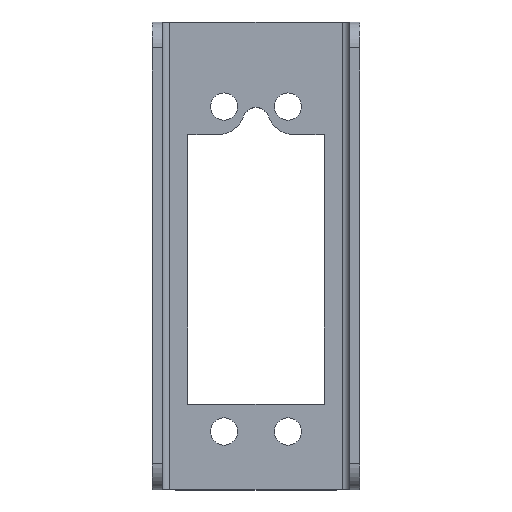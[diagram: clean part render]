
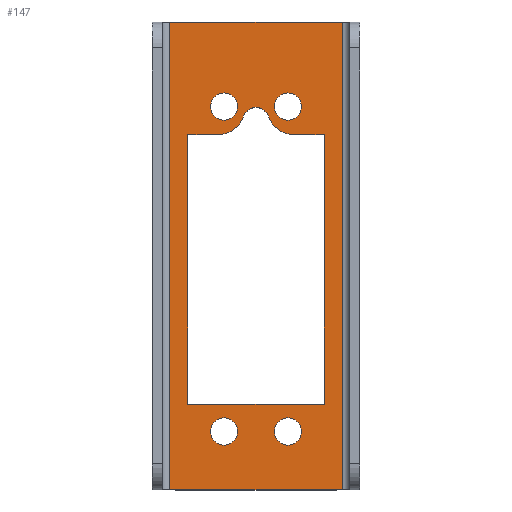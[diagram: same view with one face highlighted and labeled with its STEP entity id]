
A CAD part, top view. The second image highlights one B-rep face of the part: STEP entity #147.
In plain terms, the highlighted planar face has unit normal (0, 0, 1).
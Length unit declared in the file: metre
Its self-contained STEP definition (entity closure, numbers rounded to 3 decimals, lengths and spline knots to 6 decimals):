
#147 = ADVANCED_FACE( '', ( #345, #346, #347, #348, #349, #350 ), #351, .T. );
#345 = FACE_BOUND( '', #567, .T. );
#346 = FACE_BOUND( '', #568, .T. );
#347 = FACE_BOUND( '', #569, .T. );
#348 = FACE_BOUND( '', #570, .T. );
#349 = FACE_OUTER_BOUND( '', #571, .T. );
#350 = FACE_BOUND( '', #572, .T. );
#351 = PLANE( '', #573 );
#567 = EDGE_LOOP( '', ( #956 ) );
#568 = EDGE_LOOP( '', ( #957 ) );
#569 = EDGE_LOOP( '', ( #958 ) );
#570 = EDGE_LOOP( '', ( #959 ) );
#571 = EDGE_LOOP( '', ( #960, #961, #962, #963 ) );
#572 = EDGE_LOOP( '', ( #964, #965, #966, #967, #968, #969, #970, #971, #972 ) );
#573 = AXIS2_PLACEMENT_3D( '', #973, #974, #975 );
#956 = ORIENTED_EDGE( '', *, *, #1121, .F. );
#957 = ORIENTED_EDGE( '', *, *, #1076, .F. );
#958 = ORIENTED_EDGE( '', *, *, #1208, .F. );
#959 = ORIENTED_EDGE( '', *, *, #1209, .F. );
#960 = ORIENTED_EDGE( '', *, *, #1171, .T. );
#961 = ORIENTED_EDGE( '', *, *, #1088, .T. );
#962 = ORIENTED_EDGE( '', *, *, #1163, .F. );
#963 = ORIENTED_EDGE( '', *, *, #1063, .T. );
#964 = ORIENTED_EDGE( '', *, *, #1108, .T. );
#965 = ORIENTED_EDGE( '', *, *, #1201, .T. );
#966 = ORIENTED_EDGE( '', *, *, #1116, .T. );
#967 = ORIENTED_EDGE( '', *, *, #1210, .T. );
#968 = ORIENTED_EDGE( '', *, *, #1211, .T. );
#969 = ORIENTED_EDGE( '', *, *, #1128, .T. );
#970 = ORIENTED_EDGE( '', *, *, #1084, .T. );
#971 = ORIENTED_EDGE( '', *, *, #1125, .F. );
#972 = ORIENTED_EDGE( '', *, *, #1132, .F. );
#973 = CARTESIAN_POINT( '', ( 0.007917, -0.016267, 0.0016 ) );
#974 = DIRECTION( '', ( 0., 0., 1. ) );
#975 = DIRECTION( '', ( 1., 0., 0. ) );
#1063 = EDGE_CURVE( '', #1229, #1233, #1235, .T. );
#1076 = EDGE_CURVE( '', #1256, #1256, #1257, .T. );
#1084 = EDGE_CURVE( '', #1271, #1269, #1272, .T. );
#1088 = EDGE_CURVE( '', #1278, #1275, #1279, .F. );
#1108 = EDGE_CURVE( '', #1315, #1313, #1316, .T. );
#1116 = EDGE_CURVE( '', #1328, #1329, #1330, .F. );
#1121 = EDGE_CURVE( '', #1337, #1337, #1338, .T. );
#1125 = EDGE_CURVE( '', #1343, #1269, #1345, .T. );
#1128 = EDGE_CURVE( '', #1348, #1271, #1349, .T. );
#1132 = EDGE_CURVE( '', #1315, #1343, #1354, .T. );
#1163 = EDGE_CURVE( '', #1229, #1275, #1403, .T. );
#1171 = EDGE_CURVE( '', #1233, #1278, #1414, .T. );
#1201 = EDGE_CURVE( '', #1313, #1328, #1454, .T. );
#1208 = EDGE_CURVE( '', #1464, #1464, #1465, .T. );
#1209 = EDGE_CURVE( '', #1466, #1466, #1467, .T. );
#1210 = EDGE_CURVE( '', #1329, #1468, #1469, .F. );
#1211 = EDGE_CURVE( '', #1468, #1348, #1470, .T. );
#1229 = VERTEX_POINT( '', #1491 );
#1233 = VERTEX_POINT( '', #1496 );
#1235 = LINE( '', #1498, #1499 );
#1256 = VERTEX_POINT( '', #1522 );
#1257 = CIRCLE( '', #1523, 0.0021 );
#1269 = VERTEX_POINT( '', #1536 );
#1271 = VERTEX_POINT( '', #1539 );
#1272 = LINE( '', #1540, #1541 );
#1275 = VERTEX_POINT( '', #1545 );
#1278 = VERTEX_POINT( '', #1548 );
#1279 = LINE( '', #1549, #1550 );
#1313 = VERTEX_POINT( '', #1589 );
#1315 = VERTEX_POINT( '', #1592 );
#1316 = LINE( '', #1593, #1594 );
#1328 = VERTEX_POINT( '', #1609 );
#1329 = VERTEX_POINT( '', #1610 );
#1330 = CIRCLE( '', #1611, 0.00225 );
#1337 = VERTEX_POINT( '', #1620 );
#1338 = CIRCLE( '', #1621, 0.0021 );
#1343 = VERTEX_POINT( '', #1626 );
#1345 = LINE( '', #1629, #1630 );
#1348 = VERTEX_POINT( '', #1634 );
#1349 = LINE( '', #1635, #1636 );
#1354 = LINE( '', #1643, #1644 );
#1403 = LINE( '', #1703, #1704 );
#1414 = LINE( '', #1721, #1722 );
#1454 = CIRCLE( '', #1766, 0.004 );
#1464 = VERTEX_POINT( '', #1776 );
#1465 = CIRCLE( '', #1777, 0.0021 );
#1466 = VERTEX_POINT( '', #1778 );
#1467 = CIRCLE( '', #1779, 0.0021 );
#1468 = VERTEX_POINT( '', #1780 );
#1469 = CIRCLE( '', #1781, 0.00225 );
#1470 = CIRCLE( '', #1782, 0.004 );
#1491 = CARTESIAN_POINT( '', ( -0.005323, 0.019733, 0.0016 ) );
#1496 = CARTESIAN_POINT( '', ( -0.005323, -0.052267, 0.0016 ) );
#1498 = CARTESIAN_POINT( '', ( -0.005323, -0.052267, 0.0016 ) );
#1499 = VECTOR( '', #1809, 1. );
#1522 = CARTESIAN_POINT( '', ( 0.005117, 0.006733, 0.0016 ) );
#1523 = AXIS2_PLACEMENT_3D( '', #1830, #1831, #1832 );
#1536 = CARTESIAN_POINT( '', ( 0.018417, -0.039067, 0.0016 ) );
#1539 = CARTESIAN_POINT( '', ( 0.018417, 0.002433, 0.0016 ) );
#1540 = CARTESIAN_POINT( '', ( 0.018417, -0.018317, 0.0016 ) );
#1541 = VECTOR( '', #1844, 1. );
#1545 = CARTESIAN_POINT( '', ( 0.021157, 0.019733, 0.0016 ) );
#1548 = CARTESIAN_POINT( '', ( 0.021157, -0.052267, 0.0016 ) );
#1549 = CARTESIAN_POINT( '', ( 0.021157, -0.016267, 0.0016 ) );
#1550 = VECTOR( '', #1849, 1. );
#1589 = CARTESIAN_POINT( '', ( 0.002162, 0.002433, 0.0016 ) );
#1592 = CARTESIAN_POINT( '', ( -0.002583, 0.002433, 0.0016 ) );
#1593 = CARTESIAN_POINT( '', ( 0.001617, 0.002433, 0.0016 ) );
#1594 = VECTOR( '', #1889, 1. );
#1609 = CARTESIAN_POINT( '', ( 0.005941, 0.005121, 0.0016 ) );
#1610 = CARTESIAN_POINT( '', ( 0.007917, 0.006628, 0.0016 ) );
#1611 = AXIS2_PLACEMENT_3D( '', #1899, #1900, #1901 );
#1620 = CARTESIAN_POINT( '', ( 0.014917, -0.043267, 0.0016 ) );
#1621 = AXIS2_PLACEMENT_3D( '', #1907, #1908, #1909 );
#1626 = CARTESIAN_POINT( '', ( -0.002583, -0.039067, 0.0016 ) );
#1629 = CARTESIAN_POINT( '', ( 0.007917, -0.039067, 0.0016 ) );
#1630 = VECTOR( '', #1914, 1. );
#1634 = CARTESIAN_POINT( '', ( 0.013671, 0.002433, 0.0016 ) );
#1635 = CARTESIAN_POINT( '', ( 0.014217, 0.002433, 0.0016 ) );
#1636 = VECTOR( '', #1916, 1. );
#1643 = CARTESIAN_POINT( '', ( -0.002583, -0.018317, 0.0016 ) );
#1644 = VECTOR( '', #1919, 1. );
#1703 = CARTESIAN_POINT( '', ( 0.007917, 0.019733, 0.0016 ) );
#1704 = VECTOR( '', #1969, 1. );
#1721 = CARTESIAN_POINT( '', ( 0.007917, -0.052267, 0.0016 ) );
#1722 = VECTOR( '', #1976, 1. );
#1766 = AXIS2_PLACEMENT_3D( '', #2020, #2021, #2022 );
#1776 = CARTESIAN_POINT( '', ( 0.014917, 0.006733, 0.0016 ) );
#1777 = AXIS2_PLACEMENT_3D( '', #2035, #2036, #2037 );
#1778 = CARTESIAN_POINT( '', ( 0.005117, -0.043267, 0.0016 ) );
#1779 = AXIS2_PLACEMENT_3D( '', #2038, #2039, #2040 );
#1780 = CARTESIAN_POINT( '', ( 0.009892, 0.005121, 0.0016 ) );
#1781 = AXIS2_PLACEMENT_3D( '', #2041, #2042, #2043 );
#1782 = AXIS2_PLACEMENT_3D( '', #2044, #2045, #2046 );
#1809 = DIRECTION( '', ( 0., -1., 0. ) );
#1830 = CARTESIAN_POINT( '', ( 0.003017, 0.006733, 0.0016 ) );
#1831 = DIRECTION( '', ( 0., 0., 1. ) );
#1832 = DIRECTION( '', ( 1., 0., 0. ) );
#1844 = DIRECTION( '', ( 0., -1., 0. ) );
#1849 = DIRECTION( '', ( 0., -1., 0. ) );
#1889 = DIRECTION( '', ( 1., 0., 0. ) );
#1899 = CARTESIAN_POINT( '', ( 0.008067, 0.004383, 0.0016 ) );
#1900 = DIRECTION( '', ( 0., 0., 1. ) );
#1901 = DIRECTION( '', ( 1., 0., 0. ) );
#1907 = CARTESIAN_POINT( '', ( 0.012817, -0.043267, 0.0016 ) );
#1908 = DIRECTION( '', ( 0., 0., 1. ) );
#1909 = DIRECTION( '', ( 1., 0., 0. ) );
#1914 = DIRECTION( '', ( 1., 0., 0. ) );
#1916 = DIRECTION( '', ( 1., 0., 0. ) );
#1919 = DIRECTION( '', ( 0., -1., 0. ) );
#1969 = DIRECTION( '', ( 1., 0., 0. ) );
#1976 = DIRECTION( '', ( 1., 0., 0. ) );
#2020 = CARTESIAN_POINT( '', ( 0.002162, 0.006433, 0.0016 ) );
#2021 = DIRECTION( '', ( 0., 0., 1. ) );
#2022 = DIRECTION( '', ( 1., 0., 0. ) );
#2035 = CARTESIAN_POINT( '', ( 0.012817, 0.006733, 0.0016 ) );
#2036 = DIRECTION( '', ( 0., 0., 1. ) );
#2037 = DIRECTION( '', ( 1., 0., 0. ) );
#2038 = CARTESIAN_POINT( '', ( 0.003017, -0.043267, 0.0016 ) );
#2039 = DIRECTION( '', ( 0., 0., 1. ) );
#2040 = DIRECTION( '', ( 1., 0., 0. ) );
#2041 = CARTESIAN_POINT( '', ( 0.007767, 0.004383, 0.0016 ) );
#2042 = DIRECTION( '', ( 0., 0., 1. ) );
#2043 = DIRECTION( '', ( 1., 0., 0. ) );
#2044 = CARTESIAN_POINT( '', ( 0.013671, 0.006433, 0.0016 ) );
#2045 = DIRECTION( '', ( 0., 0., 1. ) );
#2046 = DIRECTION( '', ( 1., 0., 0. ) );
